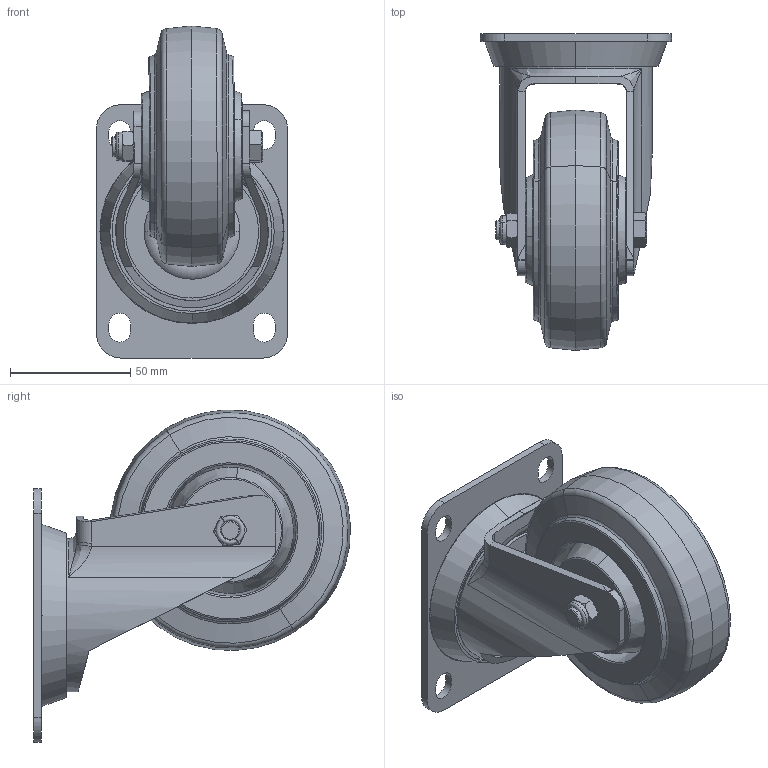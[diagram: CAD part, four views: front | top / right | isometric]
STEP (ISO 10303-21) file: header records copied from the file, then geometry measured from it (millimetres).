
FILE_DESCRIPTION (( 'STEP AP203' ), '1' );
FILE_NAME ('am-2799_Assembly.STEP', '2019-10-11T14:19:39', ( '' ), ( '' ), 'SwSTEP 2.0', 'SolidWorks 2018', '' );
FILE_SCHEMA (( 'CONFIG_CONTROL_DESIGN' ));
Length unit declared in the file: inch
Products named in the file (4): TCH-511-5492854 Assembly_511-5492854-CUST2_FORK; TCH-511-5492854 Assembly_511-5492854-CUST2_WHEEL; TCH-511-5492854 Assembly_511-5492854-CUST2_MOUNTING PLATE; am-2799_Assembly
Assembly tree (3 placements, depth 2):
  am-2799_Assembly
    TCH-511-5492854 Assembly_511-5492854-CUST2_MOUNTING PLATE
    TCH-511-5492854 Assembly_511-5492854-CUST2_FORK
    TCH-511-5492854 Assembly_511-5492854-CUST2_WHEEL
Bounding box: 79.38 x 131.65 x 137.93 mm (x, y, z)
Volume: 315317.7 mm3; surface area: 97399.4 mm2
Topology: 3 solids, 4 shells, 442 faces, 1029 edges, 644 vertices
Faces by surface type: plane 170, torus 84, cylinder 78, cone 62, bspline 48
Entity records: 16288 total; most frequent: CARTESIAN_POINT 5940, DIRECTION 2073, ORIENTED_EDGE 2054, EDGE_CURVE 1027, AXIS2_PLACEMENT_3D 813, VERTEX_POINT 644, EDGE_LOOP 509, LINE 447
